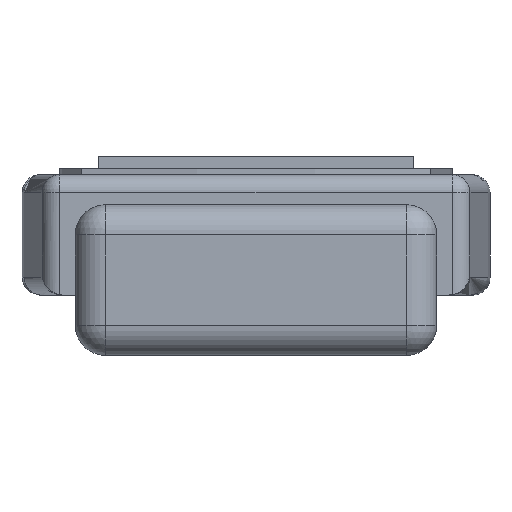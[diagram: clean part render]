
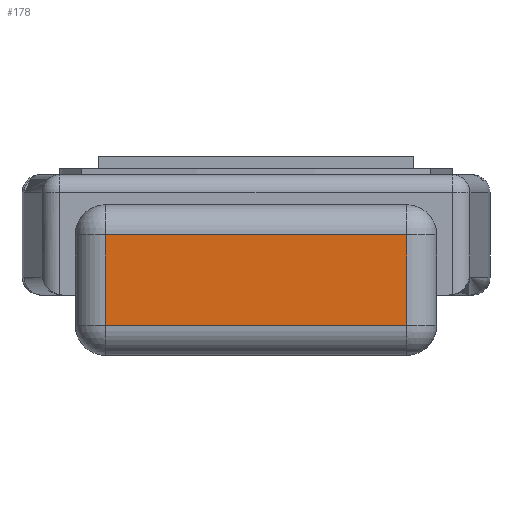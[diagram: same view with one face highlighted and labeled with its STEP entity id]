
A CAD part, front view. The second image highlights one B-rep face of the part: STEP entity #178.
In plain terms, the highlighted planar face has unit normal (0, -1, 0).
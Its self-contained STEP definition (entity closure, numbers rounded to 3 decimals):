
#178=ADVANCED_FACE('',(#283),#249,.F.);
#249=PLANE('',#1153);
#283=FACE_OUTER_BOUND('',#352,.T.);
#352=EDGE_LOOP('',(#589,#590,#591,#592));
#424=LINE('',#1633,#491);
#430=LINE('',#1656,#497);
#434=LINE('',#1665,#501);
#436=LINE('',#1669,#503);
#491=VECTOR('',#1285,1.);
#497=VECTOR('',#1303,1.);
#501=VECTOR('',#1315,1.);
#503=VECTOR('',#1321,1.);
#589=ORIENTED_EDGE('',*,*,#950,.T.);
#590=ORIENTED_EDGE('',*,*,#934,.T.);
#591=ORIENTED_EDGE('',*,*,#952,.T.);
#592=ORIENTED_EDGE('',*,*,#945,.T.);
#842=VERTEX_POINT('',#1632);
#843=VERTEX_POINT('',#1634);
#853=VERTEX_POINT('',#1655);
#854=VERTEX_POINT('',#1657);
#934=EDGE_CURVE('',#843,#842,#424,.T.);
#945=EDGE_CURVE('',#854,#853,#430,.T.);
#950=EDGE_CURVE('',#853,#843,#434,.T.);
#952=EDGE_CURVE('',#842,#854,#436,.T.);
#1153=AXIS2_PLACEMENT_3D('',#1670,#1322,#1323);
#1285=DIRECTION('',(0.,0.,-1.));
#1303=DIRECTION('',(0.,0.,1.));
#1315=DIRECTION('',(-1.,0.,0.));
#1321=DIRECTION('',(1.,0.,0.));
#1322=DIRECTION('',(0.,1.,0.));
#1323=DIRECTION('',(-1.,0.,0.));
#1632=CARTESIAN_POINT('',(-25.,-100.,5.));
#1633=CARTESIAN_POINT('',(-25.,-100.,0.));
#1634=CARTESIAN_POINT('',(-25.,-100.,20.));
#1655=CARTESIAN_POINT('',(25.,-100.,20.));
#1656=CARTESIAN_POINT('',(25.,-100.,0.));
#1657=CARTESIAN_POINT('',(25.,-100.,5.));
#1665=CARTESIAN_POINT('',(30.,-100.,20.));
#1669=CARTESIAN_POINT('',(30.,-100.,5.));
#1670=CARTESIAN_POINT('',(30.,-100.,0.));
